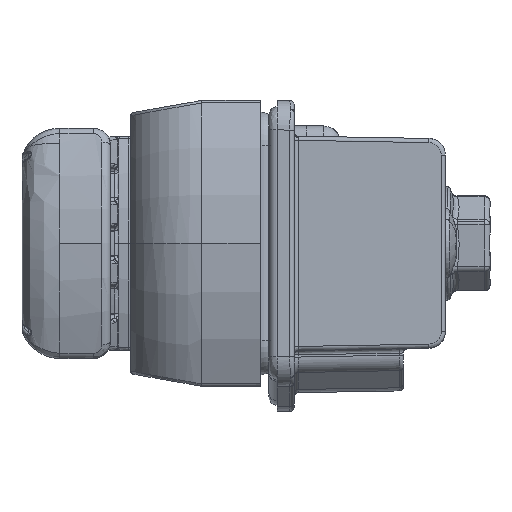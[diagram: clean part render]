
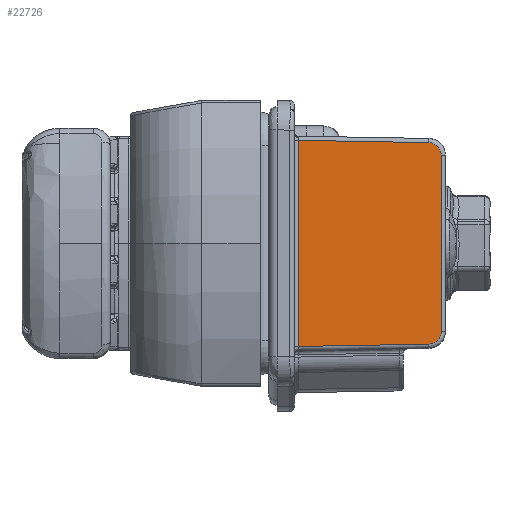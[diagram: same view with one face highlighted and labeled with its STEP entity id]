
A CAD part, left-side view. The second image highlights one B-rep face of the part: STEP entity #22726.
In plain terms, the highlighted face is planar.
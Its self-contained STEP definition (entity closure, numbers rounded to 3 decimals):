
#10885 = EDGE_LOOP ( 'NONE', ( #38742, #38743, #38744, #38745, #38746, #38747 ) ) ;
#12214 = CARTESIAN_POINT ( 'NONE',  ( -27.194, 19.509, -10.486 ) ) ;
#12221 = CARTESIAN_POINT ( 'NONE',  ( -27.22, 18.035, -11.985 ) ) ;
#12257 = CARTESIAN_POINT ( 'NONE',  ( -27.194, 19.509, 10.486 ) ) ;
#12276 = CARTESIAN_POINT ( 'NONE',  ( -27.491, 2.491, -12.257 ) ) ;
#12287 = CARTESIAN_POINT ( 'NONE',  ( -27.491, 2.491, 12.257 ) ) ;
#12288 = CARTESIAN_POINT ( 'NONE',  ( -27.22, 18.035, 11.985 ) ) ;
#22364 = AXIS2_PLACEMENT_3D ( 'NONE', #95906, #95924, #95925 ) ;
#22726 = ADVANCED_FACE ( 'NONE', ( #94239 ), #95903, .T. ) ;
#38742 = ORIENTED_EDGE ( 'NONE', *, *, #40302, .T. ) ;
#38743 = ORIENTED_EDGE ( 'NONE', *, *, #40301, .T. ) ;
#38744 = ORIENTED_EDGE ( 'NONE', *, *, #40298, .T. ) ;
#38745 = ORIENTED_EDGE ( 'NONE', *, *, #40303, .T. ) ;
#38746 = ORIENTED_EDGE ( 'NONE', *, *, #40299, .T. ) ;
#38747 = ORIENTED_EDGE ( 'NONE', *, *, #40300, .T. ) ;
#40298 = EDGE_CURVE ( 'NONE', #102311, #102312, #89590, .T. ) ;
#40299 = EDGE_CURVE ( 'NONE', #102281, #102238, #89586, .T. ) ;
#40300 = EDGE_CURVE ( 'NONE', #102238, #102245, #112714, .T. ) ;
#40301 = EDGE_CURVE ( 'NONE', #102300, #102311, #89584, .T. ) ;
#40302 = EDGE_CURVE ( 'NONE', #102245, #102300, #89595, .T. ) ;
#40303 = EDGE_CURVE ( 'NONE', #102312, #102281, #112716, .T. ) ;
#89584 = LINE ( 'NONE', #93725, #89594 ) ;
#89586 = LINE ( 'NONE', #93708, #89592 ) ;
#89590 = LINE ( 'NONE', #93717, #89591 ) ;
#89591 = VECTOR ( 'NONE', #93718, 1000. ) ;
#89592 = VECTOR ( 'NONE', #93720, 1000. ) ;
#89594 = VECTOR ( 'NONE', #93726, 1000. ) ;
#89595 = LINE ( 'NONE', #93727, #89596 ) ;
#89596 = VECTOR ( 'NONE', #93728, 1000. ) ;
#93708 = CARTESIAN_POINT ( 'NONE',  ( -27.194, 19.509, -15. ) ) ;
#93716 = CARTESIAN_POINT ( 'NONE',  ( -27.194, 19.509, -10.486 ) ) ;
#93717 = CARTESIAN_POINT ( 'NONE',  ( -27.22, 18.026, 11.985 ) ) ;
#93718 = DIRECTION ( 'NONE',  ( 0.017, 1., -0.017 ) ) ;
#93719 = CARTESIAN_POINT ( 'NONE',  ( -27.22, 18.035, 11.985 ) ) ;
#93720 = DIRECTION ( 'NONE',  ( 0., 0., -1. ) ) ;
#93722 = CARTESIAN_POINT ( 'NONE',  ( -27.194, 19.509, -11.352 ) ) ;
#93723 = CARTESIAN_POINT ( 'NONE',  ( -27.205, 18.901, -11.97 ) ) ;
#93724 = CARTESIAN_POINT ( 'NONE',  ( -27.22, 18.035, -11.985 ) ) ;
#93725 = CARTESIAN_POINT ( 'NONE',  ( -27.491, 2.491, -15. ) ) ;
#93726 = DIRECTION ( 'NONE',  ( 0., 0., 1. ) ) ;
#93727 = CARTESIAN_POINT ( 'NONE',  ( -27.5, 1.991, -12.265 ) ) ;
#93728 = DIRECTION ( 'NONE',  ( -0.017, -1., -0.017 ) ) ;
#93730 = CARTESIAN_POINT ( 'NONE',  ( -27.205, 18.901, 11.97 ) ) ;
#93731 = CARTESIAN_POINT ( 'NONE',  ( -27.194, 19.509, 11.352 ) ) ;
#93732 = CARTESIAN_POINT ( 'NONE',  ( -27.194, 19.509, 10.486 ) ) ;
#94239 = FACE_OUTER_BOUND ( 'NONE', #10885, .T. ) ;
#95903 = PLANE ( 'NONE',  #22364 ) ;
#95906 = CARTESIAN_POINT ( 'NONE',  ( -27.5, 2., -15. ) ) ;
#95924 = DIRECTION ( 'NONE',  ( -1., 0.017, 0. ) ) ;
#95925 = DIRECTION ( 'NONE',  ( -0.017, -1., 0. ) ) ;
#102238 = VERTEX_POINT ( 'NONE', #12214 ) ;
#102245 = VERTEX_POINT ( 'NONE', #12221 ) ;
#102281 = VERTEX_POINT ( 'NONE', #12257 ) ;
#102300 = VERTEX_POINT ( 'NONE', #12276 ) ;
#102311 = VERTEX_POINT ( 'NONE', #12287 ) ;
#102312 = VERTEX_POINT ( 'NONE', #12288 ) ;
#112714 =( BOUNDED_CURVE ( )  B_SPLINE_CURVE ( 3, ( #93716, #93722, #93723, #93724 ),
 .UNSPECIFIED., .F., .T. ) 
 B_SPLINE_CURVE_WITH_KNOTS ( ( 4, 4 ),
 ( 3.142, 4.695 ),
 .UNSPECIFIED. ) 
 CURVE ( )  GEOMETRIC_REPRESENTATION_ITEM ( )  RATIONAL_B_SPLINE_CURVE ( ( 1., 0.809, 0.809, 1. ) ) 
 REPRESENTATION_ITEM ( '' )  );
#112716 =( BOUNDED_CURVE ( )  B_SPLINE_CURVE ( 3, ( #93719, #93730, #93731, #93732 ),
 .UNSPECIFIED., .F., .T. ) 
 B_SPLINE_CURVE_WITH_KNOTS ( ( 4, 4 ),
 ( 1.588, 3.142 ),
 .UNSPECIFIED. ) 
 CURVE ( )  GEOMETRIC_REPRESENTATION_ITEM ( )  RATIONAL_B_SPLINE_CURVE ( ( 1., 0.809, 0.809, 1. ) ) 
 REPRESENTATION_ITEM ( '' )  );
